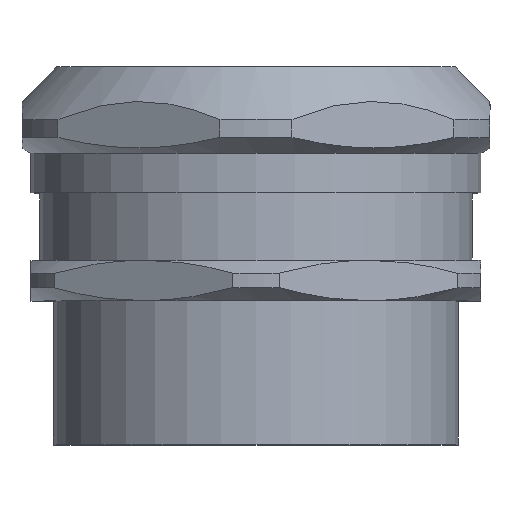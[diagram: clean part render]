
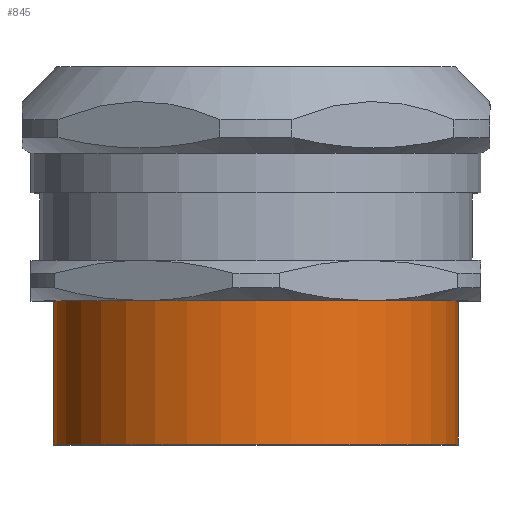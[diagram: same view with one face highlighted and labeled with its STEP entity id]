
A CAD part, top view. The second image highlights one B-rep face of the part: STEP entity #845.
In plain terms, the highlighted cylindrical face has radius 22.5 mm (diameter 45 mm), a full revolution.
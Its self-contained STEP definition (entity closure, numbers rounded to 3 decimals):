
#150=FACE_OUTER_BOUND('',#206,.T.);
#206=EDGE_LOOP('',(#602,#603,#604,#605));
#261=LINE('',#1313,#294);
#294=VECTOR('',#1074,22.5);
#338=CIRCLE('',#936,22.5);
#339=CIRCLE('',#938,22.5);
#391=VERTEX_POINT('',#1309);
#392=VERTEX_POINT('',#1312);
#472=EDGE_CURVE('',#391,#391,#338,.T.);
#473=EDGE_CURVE('',#391,#392,#261,.T.);
#474=EDGE_CURVE('',#392,#392,#339,.T.);
#602=ORIENTED_EDGE('',*,*,#472,.T.);
#603=ORIENTED_EDGE('',*,*,#473,.T.);
#604=ORIENTED_EDGE('',*,*,#474,.F.);
#605=ORIENTED_EDGE('',*,*,#473,.F.);
#823=CYLINDRICAL_SURFACE('',#937,22.5);
#845=ADVANCED_FACE('',(#150),#823,.T.);
#936=AXIS2_PLACEMENT_3D('',#1310,#1070,#1071);
#937=AXIS2_PLACEMENT_3D('',#1311,#1072,#1073);
#938=AXIS2_PLACEMENT_3D('',#1314,#1075,#1076);
#1070=DIRECTION('center_axis',(0.,-1.,0.));
#1071=DIRECTION('ref_axis',(-1.,0.,0.));
#1072=DIRECTION('center_axis',(0.,1.,0.));
#1073=DIRECTION('ref_axis',(-1.,0.,0.));
#1074=DIRECTION('',(0.,-1.,0.));
#1075=DIRECTION('center_axis',(0.,-1.,0.));
#1076=DIRECTION('ref_axis',(-1.,0.,0.));
#1309=CARTESIAN_POINT('',(145.326,-111.554,148.472));
#1310=CARTESIAN_POINT('Origin',(122.826,-111.554,148.472));
#1311=CARTESIAN_POINT('Origin',(122.826,-119.804,148.472));
#1312=CARTESIAN_POINT('',(145.326,-127.554,148.472));
#1313=CARTESIAN_POINT('',(145.326,-119.804,148.472));
#1314=CARTESIAN_POINT('Origin',(122.826,-127.554,148.472));
